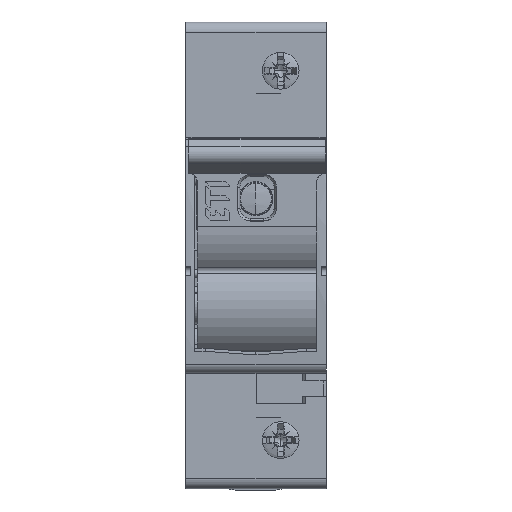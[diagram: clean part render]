
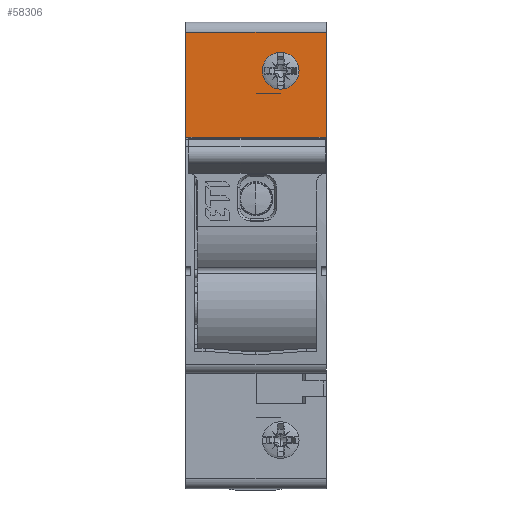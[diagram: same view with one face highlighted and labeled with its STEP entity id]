
A CAD part, left-side view. The second image highlights one B-rep face of the part: STEP entity #58306.
In plain terms, the highlighted face is planar.
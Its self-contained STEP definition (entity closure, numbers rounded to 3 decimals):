
#44473=DIRECTION('',(0.,-1.,0.));
#44474=VECTOR('',#44473,20.);
#44475=CARTESIAN_POINT('',(0.,24.8,42.5));
#44476=LINE('',#44475,#44474);
#44637=DIRECTION('',(0.,-1.,0.));
#44638=VECTOR('',#44637,20.);
#44639=CARTESIAN_POINT('',(26.8,24.8,42.5));
#44640=LINE('',#44639,#44638);
#44641=DIRECTION('',(-1.,0.,0.));
#44642=VECTOR('',#44641,10.2);
#44643=CARTESIAN_POINT('',(26.8,4.8,42.5));
#44644=LINE('',#44643,#44642);
#44645=DIRECTION('',(-0.998,-0.07,
0.));
#44646=VECTOR('',#44645,3.208);
#44647=CARTESIAN_POINT('',(16.6,4.1,42.5));
#44648=LINE('',#44647,#44646);
#44649=DIRECTION('',(0.,1.,0.));
#44650=VECTOR('',#44649,0.014);
#44651=CARTESIAN_POINT('',(13.4,3.876,42.5));
#44652=LINE('',#44651,#44650);
#44653=DIRECTION('',(0.,1.,0.));
#44654=VECTOR('',#44653,0.91);
#44655=CARTESIAN_POINT('',(13.4,3.89,42.5));
#44656=LINE('',#44655,#44654);
#44657=DIRECTION('',(-1.,0.,0.));
#44658=VECTOR('',#44657,13.4);
#44659=CARTESIAN_POINT('',(13.4,4.8,42.5));
#44660=LINE('',#44659,#44658);
#44661=CARTESIAN_POINT('',(18.1,17.5,42.5));
#44662=DIRECTION('',(0.,0.,1.));
#44663=DIRECTION('',(0.,1.,0.));
#44664=AXIS2_PLACEMENT_3D('',#44661,#44662,#44663);
#44666=CARTESIAN_POINT('',(18.1,17.5,42.5));
#44667=DIRECTION('',(0.,0.,1.));
#44668=DIRECTION('',(0.,-1.,0.));
#44669=AXIS2_PLACEMENT_3D('',#44666,#44667,#44668);
#44671=DIRECTION('',(0.,1.,0.));
#44672=VECTOR('',#44671,0.1);
#44673=CARTESIAN_POINT('',(18.1,13.1,42.5));
#44674=LINE('',#44673,#44672);
#44675=DIRECTION('',(-1.,0.,0.));
#44676=VECTOR('',#44675,4.7);
#44677=CARTESIAN_POINT('',(18.1,13.2,42.5));
#44678=LINE('',#44677,#44676);
#44683=DIRECTION('',(-1.,0.,0.));
#44684=VECTOR('',#44683,26.8);
#44685=CARTESIAN_POINT('',(26.8,24.8,42.5));
#44686=LINE('',#44685,#44684);
#44816=DIRECTION('',(-1.,0.,0.));
#44817=VECTOR('',#44816,4.7);
#44818=CARTESIAN_POINT('',(18.1,13.1,42.5));
#44819=LINE('',#44818,#44817);
#44820=DIRECTION('',(0.,1.,0.));
#44821=VECTOR('',#44820,0.1);
#44822=CARTESIAN_POINT('',(13.4,13.1,42.5));
#44823=LINE('',#44822,#44821);
#44974=DIRECTION('',(0.,1.,0.));
#44975=VECTOR('',#44974,0.7);
#44976=CARTESIAN_POINT('',(16.6,4.1,42.5));
#44977=LINE('',#44976,#44975);
#53983=CARTESIAN_POINT('',(26.8,4.8,42.5));
#53984=VERTEX_POINT('',#53983);
#53985=CARTESIAN_POINT('',(26.8,24.8,42.5));
#53986=VERTEX_POINT('',#53985);
#54447=CARTESIAN_POINT('',(0.,24.8,42.5));
#54448=VERTEX_POINT('',#54447);
#54449=CARTESIAN_POINT('',(0.,4.8,42.5));
#54450=VERTEX_POINT('',#54449);
#54532=CARTESIAN_POINT('',(13.4,3.876,42.5));
#54533=CARTESIAN_POINT('',(13.4,3.89,42.5));
#54534=VERTEX_POINT('',#54532);
#54535=VERTEX_POINT('',#54533);
#54540=CARTESIAN_POINT('',(16.6,4.8,42.5));
#54541=VERTEX_POINT('',#54540);
#54542=CARTESIAN_POINT('',(16.6,4.1,42.5));
#54543=VERTEX_POINT('',#54542);
#54544=CARTESIAN_POINT('',(13.4,4.8,42.5));
#54545=VERTEX_POINT('',#54544);
#54546=CARTESIAN_POINT('',(18.1,21.,42.5));
#54547=CARTESIAN_POINT('',(18.1,14.,42.5));
#54548=VERTEX_POINT('',#54546);
#54549=VERTEX_POINT('',#54547);
#54550=CARTESIAN_POINT('',(13.4,13.1,42.5));
#54551=CARTESIAN_POINT('',(13.4,13.2,42.5));
#54552=VERTEX_POINT('',#54550);
#54553=VERTEX_POINT('',#54551);
#54554=CARTESIAN_POINT('',(18.1,13.1,42.5));
#54555=VERTEX_POINT('',#54554);
#54556=CARTESIAN_POINT('',(18.1,13.2,42.5));
#54557=VERTEX_POINT('',#54556);
#58268=CARTESIAN_POINT('',(13.4,26.8,42.5));
#58269=DIRECTION('',(0.,0.,1.));
#58270=DIRECTION('',(0.,-1.,0.));
#58271=AXIS2_PLACEMENT_3D('',#58268,#58269,#58270);
#58272=PLANE('',#58271);
#58274=ORIENTED_EDGE('',*,*,#58273,.F.);
#58275=ORIENTED_EDGE('',*,*,#57174,.T.);
#58277=ORIENTED_EDGE('',*,*,#58276,.T.);
#58279=ORIENTED_EDGE('',*,*,#58278,.F.);
#58281=ORIENTED_EDGE('',*,*,#58280,.T.);
#58282=ORIENTED_EDGE('',*,*,#58247,.T.);
#58284=ORIENTED_EDGE('',*,*,#58283,.T.);
#58286=ORIENTED_EDGE('',*,*,#58285,.T.);
#58287=ORIENTED_EDGE('',*,*,#58039,.F.);
#58288=EDGE_LOOP('',(#58274,#58275,#58277,#58279,#58281,#58282,#58284,#58286,
#58287));
#58289=FACE_OUTER_BOUND('',#58288,.F.);
#58291=ORIENTED_EDGE('',*,*,#58290,.T.);
#58293=ORIENTED_EDGE('',*,*,#58292,.T.);
#58294=EDGE_LOOP('',(#58291,#58293));
#58295=FACE_BOUND('',#58294,.F.);
#58297=ORIENTED_EDGE('',*,*,#58296,.F.);
#58299=ORIENTED_EDGE('',*,*,#58298,.F.);
#58301=ORIENTED_EDGE('',*,*,#58300,.T.);
#58303=ORIENTED_EDGE('',*,*,#58302,.T.);
#58304=EDGE_LOOP('',(#58297,#58299,#58301,#58303));
#58305=FACE_BOUND('',#58304,.F.);
#44665=CIRCLE('',#44664,3.5);
#44670=CIRCLE('',#44669,3.5);
#57174=EDGE_CURVE('',#53986,#53984,#44640,.T.);
#58039=EDGE_CURVE('',#54448,#54450,#44476,.T.);
#58247=EDGE_CURVE('',#54534,#54535,#44652,.T.);
#58273=EDGE_CURVE('',#53986,#54448,#44686,.T.);
#58276=EDGE_CURVE('',#53984,#54541,#44644,.T.);
#58278=EDGE_CURVE('',#54543,#54541,#44977,.T.);
#58280=EDGE_CURVE('',#54543,#54534,#44648,.T.);
#58283=EDGE_CURVE('',#54535,#54545,#44656,.T.);
#58285=EDGE_CURVE('',#54545,#54450,#44660,.T.);
#58290=EDGE_CURVE('',#54548,#54549,#44665,.T.);
#58292=EDGE_CURVE('',#54549,#54548,#44670,.T.);
#58296=EDGE_CURVE('',#54552,#54553,#44823,.T.);
#58298=EDGE_CURVE('',#54555,#54552,#44819,.T.);
#58300=EDGE_CURVE('',#54555,#54557,#44674,.T.);
#58302=EDGE_CURVE('',#54557,#54553,#44678,.T.);
#58306=ADVANCED_FACE('',(#58289,#58295,#58305),#58272,.T.);
